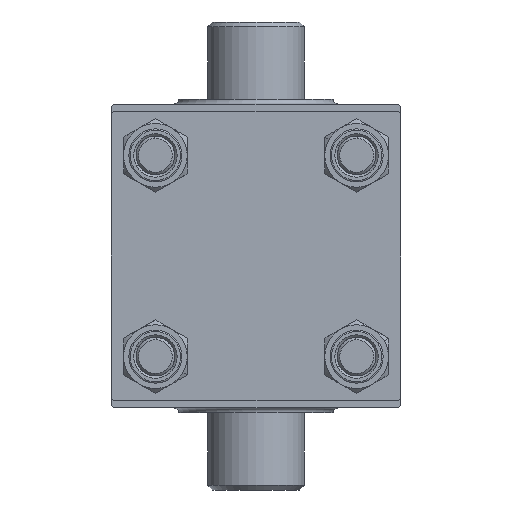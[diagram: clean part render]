
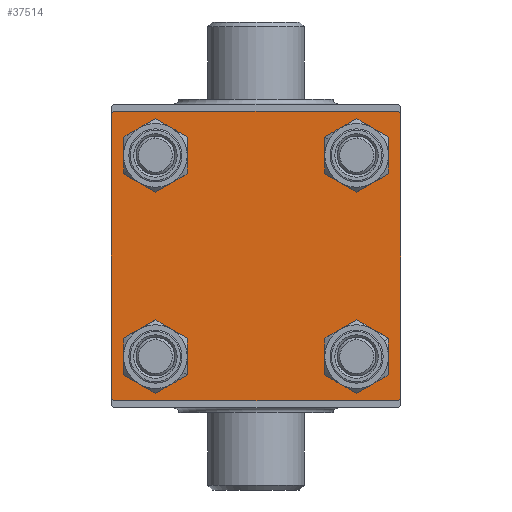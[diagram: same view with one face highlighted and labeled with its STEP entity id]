
A CAD part, left-side view. The second image highlights one B-rep face of the part: STEP entity #37514.
In plain terms, the highlighted planar face has unit normal (-1, 0, 0).
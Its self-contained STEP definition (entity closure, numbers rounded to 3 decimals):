
#245 = CARTESIAN_POINT ( 'NONE',  ( 0., 20.85, 16.35 ) ) ;
#369 = CARTESIAN_POINT ( 'NONE',  ( 0., 29.5, 30. ) ) ;
#779 = EDGE_CURVE ( 'NONE', #2706, #41190, #17400, .T. ) ;
#1193 = ORIENTED_EDGE ( 'NONE', *, *, #8813, .T. ) ;
#1235 = VECTOR ( 'NONE', #37107, 1000. ) ;
#1587 = DIRECTION ( 'NONE',  ( 0., 0., -1. ) ) ;
#1760 = EDGE_CURVE ( 'NONE', #5240, #45017, #25249, .T. ) ;
#1779 = LINE ( 'NONE', #45071, #1235 ) ;
#1877 = ORIENTED_EDGE ( 'NONE', *, *, #25366, .T. ) ;
#2070 = EDGE_LOOP ( 'NONE', ( #16351, #27290 ) ) ;
#2706 = VERTEX_POINT ( 'NONE', #46497 ) ;
#2721 = DIRECTION ( 'NONE',  ( 1., 0., 0. ) ) ;
#2811 = EDGE_LOOP ( 'NONE', ( #15924, #4366 ) ) ;
#2829 = VERTEX_POINT ( 'NONE', #10940 ) ;
#3098 = EDGE_CURVE ( 'NONE', #8198, #16933, #43086, .T. ) ;
#3591 = CARTESIAN_POINT ( 'NONE',  ( 0., 29.75, 29.75 ) ) ;
#3611 = CARTESIAN_POINT ( 'NONE',  ( 0., -30., -29.5 ) ) ;
#4065 = DIRECTION ( 'NONE',  ( 0., -1., 0. ) ) ;
#4318 = CARTESIAN_POINT ( 'NONE',  ( 0., 30., 30. ) ) ;
#4366 = ORIENTED_EDGE ( 'NONE', *, *, #15404, .T. ) ;
#4433 = CARTESIAN_POINT ( 'NONE',  ( 0., 20.85, -25.35 ) ) ;
#4546 = ORIENTED_EDGE ( 'NONE', *, *, #19874, .T. ) ;
#4568 = DIRECTION ( 'NONE',  ( 1., 0., 0. ) ) ;
#5032 = ORIENTED_EDGE ( 'NONE', *, *, #779, .T. ) ;
#5122 = AXIS2_PLACEMENT_3D ( 'NONE', #24853, #35932, #29114 ) ;
#5240 = VERTEX_POINT ( 'NONE', #369 ) ;
#6596 = VERTEX_POINT ( 'NONE', #42820 ) ;
#7715 = EDGE_LOOP ( 'NONE', ( #41644, #1193, #43599, #4546, #43652, #23519, #15610, #18568 ) ) ;
#8175 = CARTESIAN_POINT ( 'NONE',  ( 0., 30., 30. ) ) ;
#8198 = VERTEX_POINT ( 'NONE', #44123 ) ;
#8501 = EDGE_CURVE ( 'NONE', #11890, #21528, #42349, .T. ) ;
#8603 = FACE_OUTER_BOUND ( 'NONE', #7715, .T. ) ;
#8654 = EDGE_CURVE ( 'NONE', #41190, #2706, #12256, .T. ) ;
#8688 = AXIS2_PLACEMENT_3D ( 'NONE', #9179, #28445, #9414 ) ;
#8813 = EDGE_CURVE ( 'NONE', #40856, #14095, #13332, .T. ) ;
#9179 = CARTESIAN_POINT ( 'NONE',  ( 0., -20.85, 20.85 ) ) ;
#9204 = VECTOR ( 'NONE', #22350, 1000. ) ;
#9414 = DIRECTION ( 'NONE',  ( 0., 0., 1. ) ) ;
#10013 = EDGE_CURVE ( 'NONE', #14095, #16355, #43163, .T. ) ;
#10709 = CARTESIAN_POINT ( 'NONE',  ( 0., 20.85, -20.85 ) ) ;
#10784 = VECTOR ( 'NONE', #4065, 1000. ) ;
#10940 = CARTESIAN_POINT ( 'NONE',  ( 0., -29.5, 30. ) ) ;
#11244 = DIRECTION ( 'NONE',  ( 0., 0., 1. ) ) ;
#11404 = DIRECTION ( 'NONE',  ( 0., 0., 1. ) ) ;
#11890 = VERTEX_POINT ( 'NONE', #16224 ) ;
#12256 = CIRCLE ( 'NONE', #13777, 4.5 ) ;
#12480 = VECTOR ( 'NONE', #1587, 1000. ) ;
#12908 = AXIS2_PLACEMENT_3D ( 'NONE', #19148, #4568, #11404 ) ;
#13332 = LINE ( 'NONE', #46270, #38595 ) ;
#13777 = AXIS2_PLACEMENT_3D ( 'NONE', #39520, #43503, #11244 ) ;
#13847 = DIRECTION ( 'NONE',  ( 0., 0., 1. ) ) ;
#14095 = VERTEX_POINT ( 'NONE', #43754 ) ;
#14218 = LINE ( 'NONE', #4318, #24783 ) ;
#14664 = LINE ( 'NONE', #45995, #35053 ) ;
#14696 = CARTESIAN_POINT ( 'NONE',  ( 0., 20.85, 25.35 ) ) ;
#15049 = CARTESIAN_POINT ( 'NONE',  ( 0., -30., 30. ) ) ;
#15404 = EDGE_CURVE ( 'NONE', #21528, #11890, #38791, .T. ) ;
#15610 = ORIENTED_EDGE ( 'NONE', *, *, #29193, .F. ) ;
#15924 = ORIENTED_EDGE ( 'NONE', *, *, #8501, .T. ) ;
#16224 = CARTESIAN_POINT ( 'NONE',  ( 0., -20.85, 25.35 ) ) ;
#16351 = ORIENTED_EDGE ( 'NONE', *, *, #34854, .T. ) ;
#16355 = VERTEX_POINT ( 'NONE', #40307 ) ;
#16565 = CARTESIAN_POINT ( 'NONE',  ( 0., 20.85, 20.85 ) ) ;
#16933 = VERTEX_POINT ( 'NONE', #3611 ) ;
#17400 = CIRCLE ( 'NONE', #43733, 4.5 ) ;
#17496 = AXIS2_PLACEMENT_3D ( 'NONE', #21370, #31988, #13847 ) ;
#17514 = EDGE_CURVE ( 'NONE', #8198, #2829, #1779, .T. ) ;
#18508 = FACE_BOUND ( 'NONE', #2811, .T. ) ;
#18568 = ORIENTED_EDGE ( 'NONE', *, *, #1760, .T. ) ;
#19148 = CARTESIAN_POINT ( 'NONE',  ( 0., 20.85, -20.85 ) ) ;
#19191 = FACE_BOUND ( 'NONE', #2070, .T. ) ;
#19422 = EDGE_CURVE ( 'NONE', #45017, #40856, #44430, .T. ) ;
#19424 = CARTESIAN_POINT ( 'NONE',  ( 0., 0., 0. ) ) ;
#19874 = EDGE_CURVE ( 'NONE', #16355, #16933, #14664, .T. ) ;
#20701 = CARTESIAN_POINT ( 'NONE',  ( 0., -20.85, 16.35 ) ) ;
#21370 = CARTESIAN_POINT ( 'NONE',  ( 0., -20.85, 20.85 ) ) ;
#21528 = VERTEX_POINT ( 'NONE', #20701 ) ;
#22350 = DIRECTION ( 'NONE',  ( 0., 0., -1. ) ) ;
#22515 = VERTEX_POINT ( 'NONE', #14696 ) ;
#22730 = DIRECTION ( 'NONE',  ( -1., 0., 0. ) ) ;
#23519 = ORIENTED_EDGE ( 'NONE', *, *, #17514, .T. ) ;
#23525 = EDGE_LOOP ( 'NONE', ( #5032, #24942 ) ) ;
#23645 = DIRECTION ( 'NONE',  ( 0., 0., 1. ) ) ;
#23849 = ORIENTED_EDGE ( 'NONE', *, *, #26396, .T. ) ;
#24783 = VECTOR ( 'NONE', #46474, 1000. ) ;
#24853 = CARTESIAN_POINT ( 'NONE',  ( 0., 20.85, 20.85 ) ) ;
#24942 = ORIENTED_EDGE ( 'NONE', *, *, #8654, .T. ) ;
#25249 = LINE ( 'NONE', #3591, #43766 ) ;
#25366 = EDGE_CURVE ( 'NONE', #22515, #32194, #32229, .T. ) ;
#25775 = DIRECTION ( 'NONE',  ( 1., 0., 0. ) ) ;
#26277 = PLANE ( 'NONE',  #36960 ) ;
#26396 = EDGE_CURVE ( 'NONE', #32194, #22515, #41994, .T. ) ;
#27290 = ORIENTED_EDGE ( 'NONE', *, *, #38773, .T. ) ;
#27664 = DIRECTION ( 'NONE',  ( 1., 0., 0. ) ) ;
#27697 = DIRECTION ( 'NONE',  ( 0., 0., 1. ) ) ;
#28445 = DIRECTION ( 'NONE',  ( 1., 0., 0. ) ) ;
#29114 = DIRECTION ( 'NONE',  ( 0., 0., 1. ) ) ;
#29193 = EDGE_CURVE ( 'NONE', #5240, #2829, #14218, .T. ) ;
#30899 = CARTESIAN_POINT ( 'NONE',  ( 0., -20.85, -25.35 ) ) ;
#30978 = CIRCLE ( 'NONE', #12908, 4.5 ) ;
#31884 = DIRECTION ( 'NONE',  ( 0., -0.707, 0.707 ) ) ;
#31988 = DIRECTION ( 'NONE',  ( 1., 0., 0. ) ) ;
#32097 = DIRECTION ( 'NONE',  ( 0., 0.707, -0.707 ) ) ;
#32194 = VERTEX_POINT ( 'NONE', #245 ) ;
#32229 = CIRCLE ( 'NONE', #5122, 4.5 ) ;
#32354 = AXIS2_PLACEMENT_3D ( 'NONE', #10709, #25775, #36155 ) ;
#33265 = CARTESIAN_POINT ( 'NONE',  ( 0., 30., -30. ) ) ;
#33351 = FACE_BOUND ( 'NONE', #33479, .T. ) ;
#33479 = EDGE_LOOP ( 'NONE', ( #1877, #23849 ) ) ;
#33584 = FACE_BOUND ( 'NONE', #23525, .T. ) ;
#33873 = CIRCLE ( 'NONE', #32354, 4.5 ) ;
#34854 = EDGE_CURVE ( 'NONE', #6596, #42435, #33873, .T. ) ;
#35053 = VECTOR ( 'NONE', #31884, 1000. ) ;
#35932 = DIRECTION ( 'NONE',  ( 1., 0., 0. ) ) ;
#36155 = DIRECTION ( 'NONE',  ( 0., 0., 1. ) ) ;
#36747 = CARTESIAN_POINT ( 'NONE',  ( 0., 30., -29.5 ) ) ;
#36960 = AXIS2_PLACEMENT_3D ( 'NONE', #19424, #22730, #37118 ) ;
#37107 = DIRECTION ( 'NONE',  ( 0., 0.707, 0.707 ) ) ;
#37118 = DIRECTION ( 'NONE',  ( 0., 0., 1. ) ) ;
#37514 = ADVANCED_FACE ( 'NONE', ( #18508, #33584, #19191, #33351, #8603 ), #26277, .T. ) ;
#38595 = VECTOR ( 'NONE', #42283, 1000. ) ;
#38773 = EDGE_CURVE ( 'NONE', #42435, #6596, #30978, .T. ) ;
#38791 = CIRCLE ( 'NONE', #8688, 4.5 ) ;
#39520 = CARTESIAN_POINT ( 'NONE',  ( 0., -20.85, -20.85 ) ) ;
#40307 = CARTESIAN_POINT ( 'NONE',  ( 0., -29.5, -30. ) ) ;
#40856 = VERTEX_POINT ( 'NONE', #36747 ) ;
#41190 = VERTEX_POINT ( 'NONE', #30899 ) ;
#41644 = ORIENTED_EDGE ( 'NONE', *, *, #19422, .T. ) ;
#41994 = CIRCLE ( 'NONE', #43511, 4.5 ) ;
#42283 = DIRECTION ( 'NONE',  ( 0., -0.707, -0.707 ) ) ;
#42349 = CIRCLE ( 'NONE', #17496, 4.5 ) ;
#42435 = VERTEX_POINT ( 'NONE', #4433 ) ;
#42820 = CARTESIAN_POINT ( 'NONE',  ( 0., 20.85, -16.35 ) ) ;
#43016 = CARTESIAN_POINT ( 'NONE',  ( 0., 30., 29.5 ) ) ;
#43086 = LINE ( 'NONE', #15049, #9204 ) ;
#43163 = LINE ( 'NONE', #33265, #10784 ) ;
#43503 = DIRECTION ( 'NONE',  ( 1., 0., 0. ) ) ;
#43511 = AXIS2_PLACEMENT_3D ( 'NONE', #16565, #27664, #23645 ) ;
#43599 = ORIENTED_EDGE ( 'NONE', *, *, #10013, .T. ) ;
#43652 = ORIENTED_EDGE ( 'NONE', *, *, #3098, .F. ) ;
#43733 = AXIS2_PLACEMENT_3D ( 'NONE', #46027, #2721, #27697 ) ;
#43754 = CARTESIAN_POINT ( 'NONE',  ( 0., 29.5, -30. ) ) ;
#43766 = VECTOR ( 'NONE', #32097, 1000. ) ;
#44123 = CARTESIAN_POINT ( 'NONE',  ( 0., -30., 29.5 ) ) ;
#44430 = LINE ( 'NONE', #8175, #12480 ) ;
#45017 = VERTEX_POINT ( 'NONE', #43016 ) ;
#45071 = CARTESIAN_POINT ( 'NONE',  ( 0., -29.75, 29.75 ) ) ;
#45995 = CARTESIAN_POINT ( 'NONE',  ( 0., -29.75, -29.75 ) ) ;
#46027 = CARTESIAN_POINT ( 'NONE',  ( 0., -20.85, -20.85 ) ) ;
#46270 = CARTESIAN_POINT ( 'NONE',  ( 0., 29.75, -29.75 ) ) ;
#46474 = DIRECTION ( 'NONE',  ( 0., -1., 0. ) ) ;
#46497 = CARTESIAN_POINT ( 'NONE',  ( 0., -20.85, -16.35 ) ) ;
